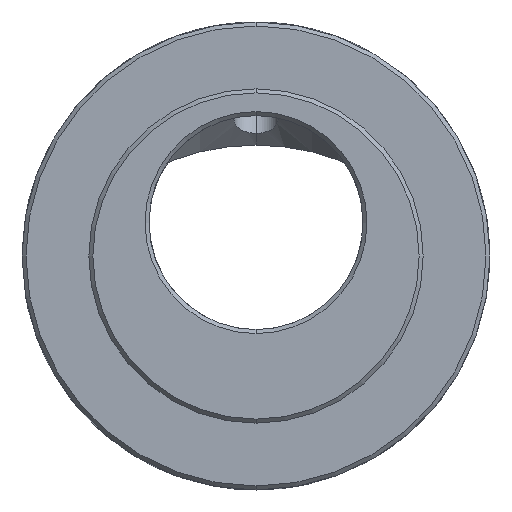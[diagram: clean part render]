
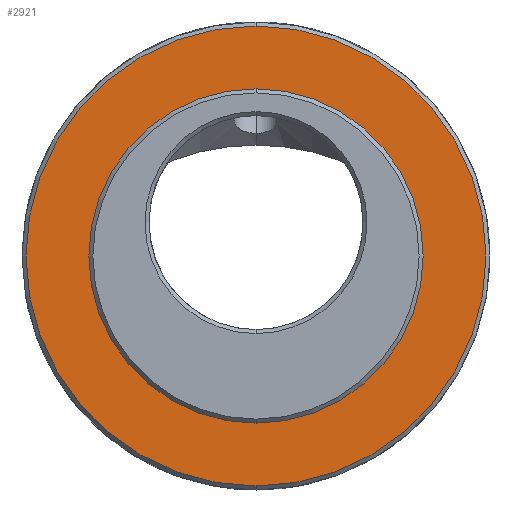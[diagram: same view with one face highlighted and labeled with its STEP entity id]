
A CAD part, front view. The second image highlights one B-rep face of the part: STEP entity #2921.
In plain terms, the highlighted planar face has unit normal (0, -1, 0).
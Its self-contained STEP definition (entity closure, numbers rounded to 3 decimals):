
#130 = DIRECTION ( 'NONE',  ( 0., -1., 0. ) ) ;
#141 = EDGE_CURVE ( 'NONE', #2718, #2260, #576, .T. ) ;
#233 = EDGE_CURVE ( 'NONE', #3805, #973, #3253, .T. ) ;
#361 = ORIENTED_EDGE ( 'NONE', *, *, #1206, .T. ) ;
#576 = CIRCLE ( 'NONE', #1621, 17.2 ) ;
#598 = ORIENTED_EDGE ( 'NONE', *, *, #233, .F. ) ;
#610 = DIRECTION ( 'NONE',  ( 0., 0., -1. ) ) ;
#665 = CARTESIAN_POINT ( 'NONE',  ( -7.758, -19.756, 43. ) ) ;
#732 = DIRECTION ( 'NONE',  ( 0., 0., -1. ) ) ;
#931 = PLANE ( 'NONE',  #1057 ) ;
#973 = VERTEX_POINT ( 'NONE', #1579 ) ;
#1001 = CARTESIAN_POINT ( 'NONE',  ( -7.758, -19.756, 43. ) ) ;
#1057 = AXIS2_PLACEMENT_3D ( 'NONE', #1776, #2662, #610 ) ;
#1206 = EDGE_CURVE ( 'NONE', #2260, #2718, #3512, .T. ) ;
#1308 = CARTESIAN_POINT ( 'NONE',  ( -7.758, -19.756, 30.5 ) ) ;
#1534 = FACE_OUTER_BOUND ( 'NONE', #3660, .T. ) ;
#1579 = CARTESIAN_POINT ( 'NONE',  ( -7.758, -19.756, 55.5 ) ) ;
#1621 = AXIS2_PLACEMENT_3D ( 'NONE', #2659, #1790, #2982 ) ;
#1675 = CARTESIAN_POINT ( 'NONE',  ( -7.758, -19.756, 43. ) ) ;
#1776 = CARTESIAN_POINT ( 'NONE',  ( -7.758, -19.756, 43. ) ) ;
#1790 = DIRECTION ( 'NONE',  ( 0., -1., 0. ) ) ;
#1807 = AXIS2_PLACEMENT_3D ( 'NONE', #1675, #2647, #3542 ) ;
#1849 = DIRECTION ( 'NONE',  ( 0., -1., 0. ) ) ;
#2260 = VERTEX_POINT ( 'NONE', #3055 ) ;
#2647 = DIRECTION ( 'NONE',  ( 0., -1., 0. ) ) ;
#2657 = ORIENTED_EDGE ( 'NONE', *, *, #2761, .F. ) ;
#2659 = CARTESIAN_POINT ( 'NONE',  ( -7.758, -19.756, 43. ) ) ;
#2662 = DIRECTION ( 'NONE',  ( 0., -1., 0. ) ) ;
#2718 = VERTEX_POINT ( 'NONE', #3776 ) ;
#2733 = FACE_BOUND ( 'NONE', #3259, .T. ) ;
#2761 = EDGE_CURVE ( 'NONE', #973, #3805, #3498, .T. ) ;
#2766 = DIRECTION ( 'NONE',  ( 0., 0., -1. ) ) ;
#2921 = ADVANCED_FACE ( 'NONE', ( #1534, #2733 ), #931, .T. ) ;
#2982 = DIRECTION ( 'NONE',  ( 0., 0., -1. ) ) ;
#3055 = CARTESIAN_POINT ( 'NONE',  ( -7.758, -19.756, 60.2 ) ) ;
#3192 = AXIS2_PLACEMENT_3D ( 'NONE', #665, #1849, #2766 ) ;
#3253 = CIRCLE ( 'NONE', #3192, 12.5 ) ;
#3259 = EDGE_LOOP ( 'NONE', ( #598, #2657 ) ) ;
#3498 = CIRCLE ( 'NONE', #1807, 12.5 ) ;
#3512 = CIRCLE ( 'NONE', #3576, 17.2 ) ;
#3542 = DIRECTION ( 'NONE',  ( 0., 0., -1. ) ) ;
#3576 = AXIS2_PLACEMENT_3D ( 'NONE', #1001, #130, #732 ) ;
#3629 = ORIENTED_EDGE ( 'NONE', *, *, #141, .T. ) ;
#3660 = EDGE_LOOP ( 'NONE', ( #361, #3629 ) ) ;
#3776 = CARTESIAN_POINT ( 'NONE',  ( -7.758, -19.756, 25.8 ) ) ;
#3805 = VERTEX_POINT ( 'NONE', #1308 ) ;
